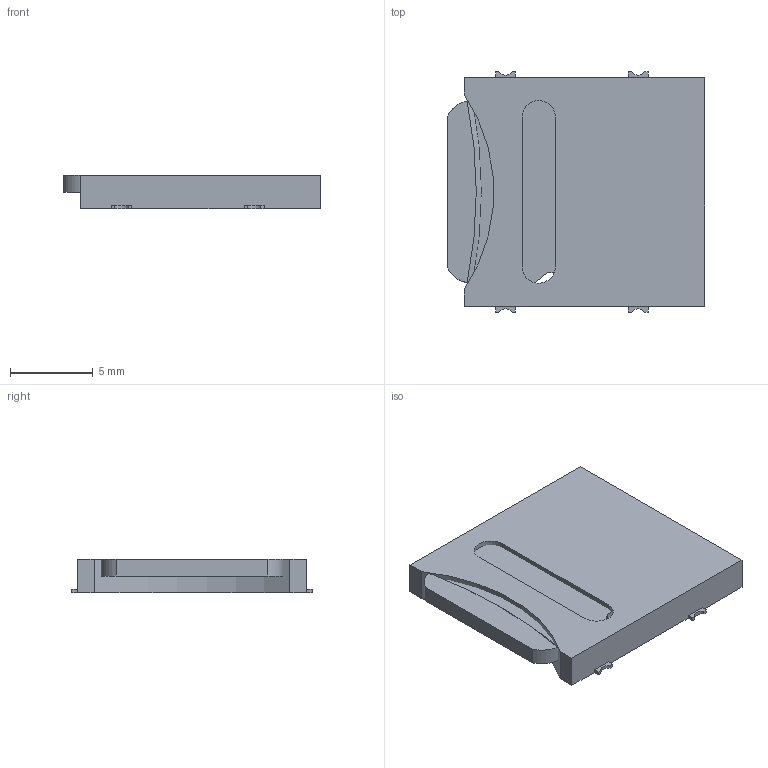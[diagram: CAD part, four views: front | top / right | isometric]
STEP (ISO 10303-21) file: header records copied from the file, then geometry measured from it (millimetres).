
FILE_DESCRIPTION (( 'STEP AP214' ), '1' );
FILE_NAME ('CardInFix.STEP', '2024-11-16T08:26:33', ( '' ), ( '' ), 'SwSTEP 2.0', 'SolidWorks 2022', '' );
FILE_SCHEMA (( 'AUTOMOTIVE_DESIGN' ));
Length unit declared in the file: millimetre
Products named in the file (3): microsd card; CardInFix; SD holder fix
Assembly tree (2 placements, depth 2):
  CardInFix
    SD holder fix
    microsd card
Bounding box: 15.5 x 14.5 x 2 mm (x, y, z)
Volume: 443.9 mm3; surface area: 847.7 mm2
Topology: 2 solids, 2 shells, 55 faces, 151 edges, 100 vertices
Faces by surface type: plane 42, cylinder 12, cone 1
Entity records: 2335 total; most frequent: CARTESIAN_POINT 320, ORIENTED_EDGE 302, DIRECTION 293, EDGE_CURVE 151, VECTOR 123, LINE 123, VERTEX_POINT 100, AXIS2_PLACEMENT_3D 85
